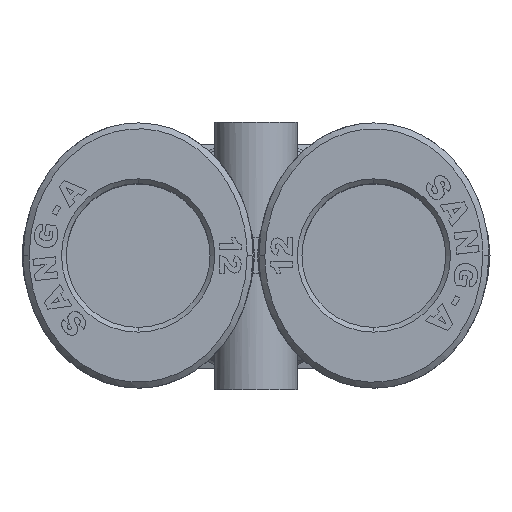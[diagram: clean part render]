
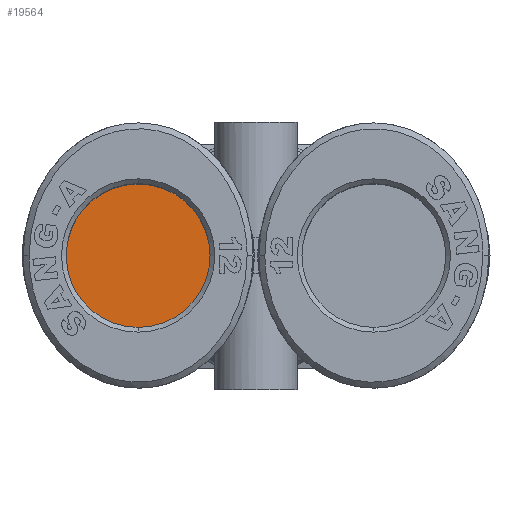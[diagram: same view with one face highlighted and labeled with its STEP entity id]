
A CAD part, top view. The second image highlights one B-rep face of the part: STEP entity #19564.
In plain terms, the highlighted face is planar.
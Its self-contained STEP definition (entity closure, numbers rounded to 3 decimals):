
#43 = VERTEX_POINT ( 'NONE', #11419 ) ;
#1673 = CIRCLE ( 'NONE', #2509, 6.1 ) ;
#2509 = AXIS2_PLACEMENT_3D ( 'NONE', #11076, #29013, #19984 ) ;
#2835 = DIRECTION ( 'NONE',  ( 0., 0., -1. ) ) ;
#5305 = CARTESIAN_POINT ( 'NONE',  ( -16.428, 0., -10. ) ) ;
#11076 = CARTESIAN_POINT ( 'NONE',  ( -16.428, 0., -10. ) ) ;
#11419 = CARTESIAN_POINT ( 'NONE',  ( -16.428, 0., -3.9 ) ) ;
#11641 = PLANE ( 'NONE',  #18976 ) ;
#12346 = CARTESIAN_POINT ( 'NONE',  ( -16.428, 0., -16.1 ) ) ;
#14014 = EDGE_CURVE ( 'NONE', #43, #17945, #1673, .T. ) ;
#15649 = ORIENTED_EDGE ( 'NONE', *, *, #14014, .T. ) ;
#16647 = ORIENTED_EDGE ( 'NONE', *, *, #24467, .T. ) ;
#17945 = VERTEX_POINT ( 'NONE', #12346 ) ;
#18268 = DIRECTION ( 'NONE',  ( 0., 0., -1. ) ) ;
#18976 = AXIS2_PLACEMENT_3D ( 'NONE', #22757, #22644, #18268 ) ;
#19564 = ADVANCED_FACE ( 'NONE', ( #23040 ), #11641, .F. ) ;
#19984 = DIRECTION ( 'NONE',  ( 0., 0., -1. ) ) ;
#20522 = EDGE_LOOP ( 'NONE', ( #16647, #15649 ) ) ;
#21804 = CIRCLE ( 'NONE', #26985, 6.1 ) ;
#22644 = DIRECTION ( 'NONE',  ( 1., 0., 0. ) ) ;
#22757 = CARTESIAN_POINT ( 'NONE',  ( -16.428, 0., -10. ) ) ;
#23040 = FACE_OUTER_BOUND ( 'NONE', #20522, .T. ) ;
#24467 = EDGE_CURVE ( 'NONE', #17945, #43, #21804, .T. ) ;
#26985 = AXIS2_PLACEMENT_3D ( 'NONE', #5305, #27464, #2835 ) ;
#27464 = DIRECTION ( 'NONE',  ( -1., 0., 0. ) ) ;
#29013 = DIRECTION ( 'NONE',  ( -1., 0., 0. ) ) ;
